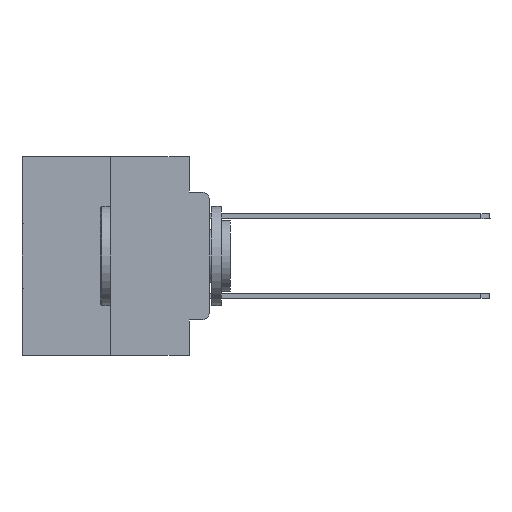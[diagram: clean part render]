
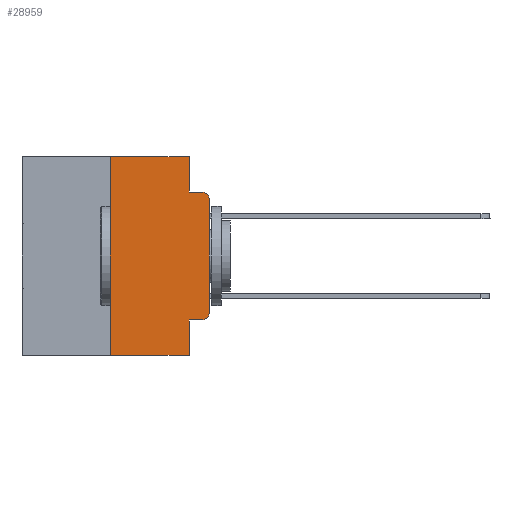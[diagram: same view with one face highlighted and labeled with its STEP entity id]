
A CAD part, left-side view. The second image highlights one B-rep face of the part: STEP entity #28959.
In plain terms, the highlighted planar face has unit normal (-1, 0, 0).
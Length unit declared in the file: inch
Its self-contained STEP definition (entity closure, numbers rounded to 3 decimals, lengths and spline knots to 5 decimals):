
#85 = ORIENTED_EDGE ( 'NONE', *, *, #14613, .F. ) ;
#209 = VERTEX_POINT ( 'NONE', #14839 ) ;
#1253 = FACE_OUTER_BOUND ( 'NONE', #17939, .T. ) ;
#2589 = CARTESIAN_POINT ( 'NONE',  ( 0., 0.25, -0.5 ) ) ;
#2647 = CARTESIAN_POINT ( 'NONE',  ( 0., 0.051, -0.0885 ) ) ;
#2796 = CARTESIAN_POINT ( 'NONE',  ( 0., 0.02, -0.0885 ) ) ;
#3905 = CARTESIAN_POINT ( 'NONE',  ( 0., 0.02, -0.4115 ) ) ;
#3915 = CARTESIAN_POINT ( 'NONE',  ( 0., 0.02, -0.1085 ) ) ;
#4765 = DIRECTION ( 'NONE',  ( 0., 0., 1. ) ) ;
#5268 = ORIENTED_EDGE ( 'NONE', *, *, #13222, .T. ) ;
#5475 = LINE ( 'NONE', #12905, #7654 ) ;
#5942 = PLANE ( 'NONE',  #25518 ) ;
#6829 = VECTOR ( 'NONE', #27979, 39.37008 ) ;
#7046 = EDGE_CURVE ( 'NONE', #8542, #13626, #16457, .T. ) ;
#7132 = VERTEX_POINT ( 'NONE', #20875 ) ;
#7172 = EDGE_CURVE ( 'NONE', #7132, #7187, #23434, .T. ) ;
#7187 = VERTEX_POINT ( 'NONE', #2796 ) ;
#7654 = VECTOR ( 'NONE', #15046, 39.37008 ) ;
#7673 = DIRECTION ( 'NONE',  ( -1., 0., 0. ) ) ;
#8355 = EDGE_CURVE ( 'NONE', #29925, #19078, #9936, .T. ) ;
#8542 = VERTEX_POINT ( 'NONE', #27204 ) ;
#8774 = EDGE_CURVE ( 'NONE', #25314, #19078, #5475, .T. ) ;
#9510 = DIRECTION ( 'NONE',  ( 1., 0., 0. ) ) ;
#9544 = VECTOR ( 'NONE', #17205, 39.37008 ) ;
#9936 = LINE ( 'NONE', #17645, #9544 ) ;
#10720 = CARTESIAN_POINT ( 'NONE',  ( 0., 0., -0.1085 ) ) ;
#10978 = LINE ( 'NONE', #25541, #17053 ) ;
#11226 = VERTEX_POINT ( 'NONE', #26124 ) ;
#11891 = DIRECTION ( 'NONE',  ( 0., -1., 0. ) ) ;
#11933 = EDGE_CURVE ( 'NONE', #29925, #17620, #25161, .T. ) ;
#12408 = AXIS2_PLACEMENT_3D ( 'NONE', #3915, #13183, #17579 ) ;
#12566 = CARTESIAN_POINT ( 'NONE',  ( 0., 0.051, -0.4115 ) ) ;
#12636 = ORIENTED_EDGE ( 'NONE', *, *, #11933, .T. ) ;
#12905 = CARTESIAN_POINT ( 'NONE',  ( 0., 0.473, -0.5 ) ) ;
#12979 = VECTOR ( 'NONE', #22009, 39.37008 ) ;
#13183 = DIRECTION ( 'NONE',  ( -1., 0., 0. ) ) ;
#13222 = EDGE_CURVE ( 'NONE', #13626, #7187, #28885, .T. ) ;
#13626 = VERTEX_POINT ( 'NONE', #10720 ) ;
#13700 = DIRECTION ( 'NONE',  ( 0., -1., 0. ) ) ;
#13798 = ORIENTED_EDGE ( 'NONE', *, *, #21772, .F. ) ;
#13910 = ORIENTED_EDGE ( 'NONE', *, *, #8355, .F. ) ;
#14613 = EDGE_CURVE ( 'NONE', #209, #7132, #27150, .T. ) ;
#14839 = CARTESIAN_POINT ( 'NONE',  ( 0., 0.051, 0. ) ) ;
#15046 = DIRECTION ( 'NONE',  ( 0., -1., 0. ) ) ;
#15226 = DIRECTION ( 'NONE',  ( 0., 0., -1. ) ) ;
#15568 = CIRCLE ( 'NONE', #18947, 0.02 ) ;
#16046 = CARTESIAN_POINT ( 'NONE',  ( 0., 0.051, -0.4115 ) ) ;
#16269 = ORIENTED_EDGE ( 'NONE', *, *, #8774, .T. ) ;
#16457 = LINE ( 'NONE', #25566, #24826 ) ;
#17053 = VECTOR ( 'NONE', #13700, 39.37008 ) ;
#17205 = DIRECTION ( 'NONE',  ( 0., 0., -1. ) ) ;
#17579 = DIRECTION ( 'NONE',  ( 0., 0., -1. ) ) ;
#17620 = VERTEX_POINT ( 'NONE', #3905 ) ;
#17645 = CARTESIAN_POINT ( 'NONE',  ( 0., 0.051, 0. ) ) ;
#17939 = EDGE_LOOP ( 'NONE', ( #25938, #5268, #27360, #85, #13798, #20700, #16269, #13910, #12636, #19619 ) ) ;
#18890 = LINE ( 'NONE', #21174, #6829 ) ;
#18947 = AXIS2_PLACEMENT_3D ( 'NONE', #28462, #7673, #21060 ) ;
#19078 = VERTEX_POINT ( 'NONE', #25337 ) ;
#19585 = EDGE_CURVE ( 'NONE', #17620, #8542, #15568, .T. ) ;
#19619 = ORIENTED_EDGE ( 'NONE', *, *, #19585, .T. ) ;
#19639 = CARTESIAN_POINT ( 'NONE',  ( 0., 0.473, 0. ) ) ;
#19650 = VECTOR ( 'NONE', #27275, 39.37008 ) ;
#20048 = EDGE_CURVE ( 'NONE', #25314, #11226, #18890, .T. ) ;
#20700 = ORIENTED_EDGE ( 'NONE', *, *, #20048, .F. ) ;
#20875 = CARTESIAN_POINT ( 'NONE',  ( 0., 0.051, -0.0885 ) ) ;
#21060 = DIRECTION ( 'NONE',  ( 0., 0., -1. ) ) ;
#21174 = CARTESIAN_POINT ( 'NONE',  ( 0., 0.25, 0. ) ) ;
#21772 = EDGE_CURVE ( 'NONE', #11226, #209, #10978, .T. ) ;
#22009 = DIRECTION ( 'NONE',  ( 0., 0., -1. ) ) ;
#22457 = CARTESIAN_POINT ( 'NONE',  ( 0., 0.051, 0. ) ) ;
#23434 = LINE ( 'NONE', #2647, #29790 ) ;
#24826 = VECTOR ( 'NONE', #4765, 39.37008 ) ;
#25161 = LINE ( 'NONE', #16046, #19650 ) ;
#25314 = VERTEX_POINT ( 'NONE', #2589 ) ;
#25337 = CARTESIAN_POINT ( 'NONE',  ( 0., 0.051, -0.5 ) ) ;
#25518 = AXIS2_PLACEMENT_3D ( 'NONE', #19639, #9510, #15226 ) ;
#25541 = CARTESIAN_POINT ( 'NONE',  ( 0., 0.473, 0. ) ) ;
#25566 = CARTESIAN_POINT ( 'NONE',  ( 0., 0., 0. ) ) ;
#25938 = ORIENTED_EDGE ( 'NONE', *, *, #7046, .T. ) ;
#26124 = CARTESIAN_POINT ( 'NONE',  ( 0., 0.25, 0. ) ) ;
#27150 = LINE ( 'NONE', #22457, #12979 ) ;
#27204 = CARTESIAN_POINT ( 'NONE',  ( 0., 0., -0.3915 ) ) ;
#27275 = DIRECTION ( 'NONE',  ( 0., -1., 0. ) ) ;
#27360 = ORIENTED_EDGE ( 'NONE', *, *, #7172, .F. ) ;
#27979 = DIRECTION ( 'NONE',  ( 0., 0., 1. ) ) ;
#28462 = CARTESIAN_POINT ( 'NONE',  ( 0., 0.02, -0.3915 ) ) ;
#28885 = CIRCLE ( 'NONE', #12408, 0.02 ) ;
#28959 = ADVANCED_FACE ( 'NONE', ( #1253 ), #5942, .F. ) ;
#29790 = VECTOR ( 'NONE', #11891, 39.37008 ) ;
#29925 = VERTEX_POINT ( 'NONE', #12566 ) ;
